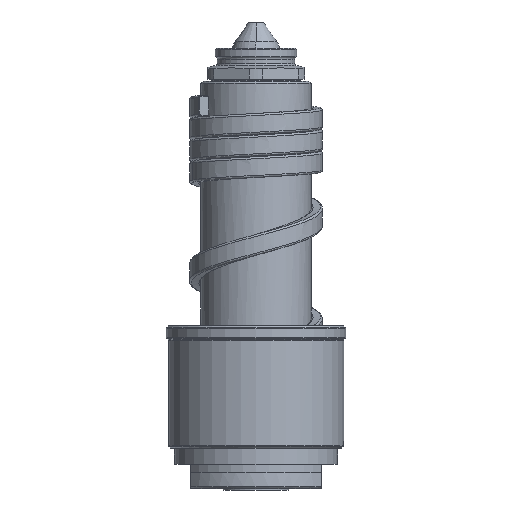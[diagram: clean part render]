
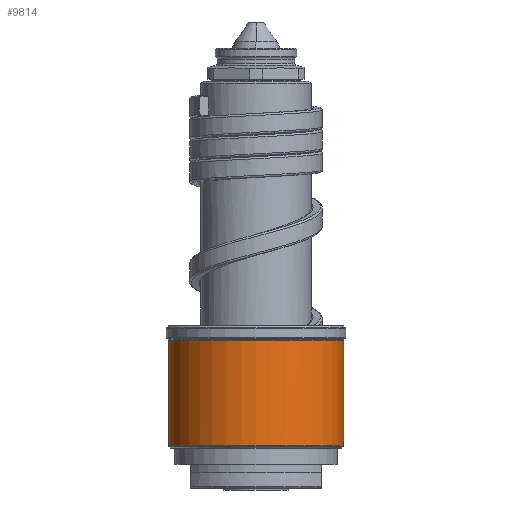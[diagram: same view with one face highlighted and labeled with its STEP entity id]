
A CAD part, front view. The second image highlights one B-rep face of the part: STEP entity #9814.
In plain terms, the highlighted cylindrical face has radius 21.5 mm (diameter 43 mm), a partial arc.
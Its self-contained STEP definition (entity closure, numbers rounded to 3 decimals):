
#822=DIRECTION('',(0.,0.,1.));
#823=VECTOR('',#822,25.834);
#824=CARTESIAN_POINT('',(21.5,0.,10.583));
#825=LINE('',#824,#823);
#859=CARTESIAN_POINT('',(0.,0.,10.583));
#860=DIRECTION('',(0.,0.,1.));
#861=DIRECTION('',(-1.,0.,0.));
#862=AXIS2_PLACEMENT_3D('',#859,#860,#861);
#2235=DIRECTION('',(0.,0.,1.));
#2236=VECTOR('',#2235,25.834);
#2237=CARTESIAN_POINT('',(-21.5,0.,10.583));
#2238=LINE('',#2237,#2236);
#2239=CARTESIAN_POINT('',(0.,0.,36.417));
#2240=DIRECTION('',(0.,0.,-1.));
#2241=DIRECTION('',(1.,0.,0.));
#2242=AXIS2_PLACEMENT_3D('',#2239,#2240,#2241);
#2244=CARTESIAN_POINT('',(0.,0.,36.417));
#2245=DIRECTION('',(0.,0.,-1.));
#2246=DIRECTION('',(1.,-0.007,0.));
#2247=AXIS2_PLACEMENT_3D('',#2244,#2245,#2246);
#6012=CARTESIAN_POINT('',(21.499,-0.152,
36.417));
#6013=CARTESIAN_POINT('',(-21.5,0.,36.417));
#6014=VERTEX_POINT('',#6012);
#6015=VERTEX_POINT('',#6013);
#6016=CARTESIAN_POINT('',(21.5,0.,36.417));
#6017=VERTEX_POINT('',#6016);
#6018=CARTESIAN_POINT('',(-21.5,0.,10.583));
#6019=CARTESIAN_POINT('',(21.5,0.,10.583));
#6020=VERTEX_POINT('',#6018);
#6021=VERTEX_POINT('',#6019);
#9800=CARTESIAN_POINT('',(0.,0.,8.5));
#9801=DIRECTION('',(0.,0.,1.));
#9802=DIRECTION('',(-1.,0.,0.));
#9803=AXIS2_PLACEMENT_3D('',#9800,#9801,#9802);
#9804=CYLINDRICAL_SURFACE('',#9803,21.5);
#9805=ORIENTED_EDGE('',*,*,#8007,.F.);
#9806=ORIENTED_EDGE('',*,*,#7982,.T.);
#9808=ORIENTED_EDGE('',*,*,#9807,.F.);
#9810=ORIENTED_EDGE('',*,*,#9809,.F.);
#9811=ORIENTED_EDGE('',*,*,#7976,.F.);
#9812=EDGE_LOOP('',(#9805,#9806,#9808,#9810,#9811));
#9813=FACE_OUTER_BOUND('',#9812,.F.);
#863=CIRCLE('',#862,21.5);
#2243=CIRCLE('',#2242,21.5);
#2248=CIRCLE('',#2247,21.5);
#7976=EDGE_CURVE('',#6021,#6017,#825,.T.);
#7982=EDGE_CURVE('',#6020,#6015,#2238,.T.);
#8007=EDGE_CURVE('',#6020,#6021,#863,.T.);
#9807=EDGE_CURVE('',#6014,#6015,#2248,.T.);
#9809=EDGE_CURVE('',#6017,#6014,#2243,.T.);
#9814=ADVANCED_FACE('',(#9813),#9804,.T.);
